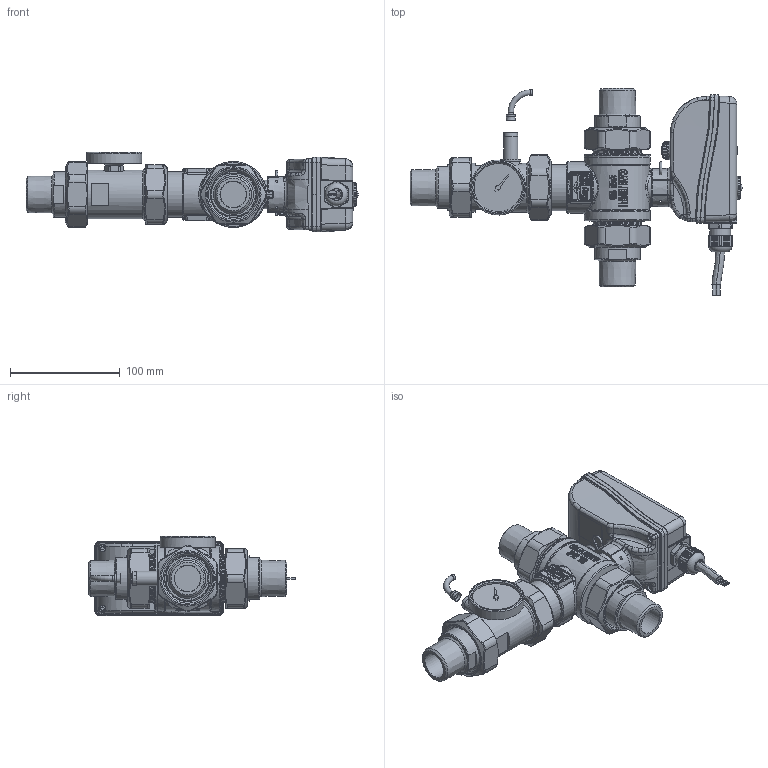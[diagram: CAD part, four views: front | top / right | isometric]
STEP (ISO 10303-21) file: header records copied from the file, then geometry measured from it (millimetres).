
FILE_DESCRIPTION(/* description */ (''),/* implementation_level */ '2;1');
FILE_NAME(/* name */ '600064A.stp',/* time_stamp */ '2025-06-03T08:39:29-05:00',/* author */ ('mschreiner'),/* organization */ (''),/* preprocessor_version */ 'ST-DEVELOPER v20',/* originating_system */ 'Autodesk Inventor 2024',/* authorisation */ '');
FILE_SCHEMA (('AUTOMOTIVE_DESIGN { 1 0 10303 214 3 1 1 }'));
Length unit declared in the file: inch
Products named in the file (5): 600064A; 600101A no tailpieces_Shrinkwrap_2; NA10009 Rev 01; R31589 - 1.5 inch Union Nut; H0002891_empty_inside
Assembly tree (8 placements, depth 2):
  600064A
    600101A no tailpieces_Shrinkwrap_2
    NA10009 Rev 01  x3
    R31589 - 1.5 inch Union Nut  x3
    H0002891_empty_inside
Bounding box: 302.08 x 188.33 x 72.5 mm (x, y, z)
Volume: 713515.1 mm3; surface area: 200836.1 mm2
Topology: 14 solids, 14 shells, 4986 faces, 12661 edges, 7799 vertices
Faces by surface type: bspline 2240, plane 1375, cylinder 695, sphere 258, torus 218, cone 200
Full cylindrical faces by diameter (mm): 1 x6, 1.8 x2, 2 x3, 2.103 x1, 2.5 x8, 2.9 x1, 3.1 x6, 3.2 x1, 3.6 x1, 4 x1, 5 x2, 5.1 x1, 5.45 x1, 5.7 x1, 6 x1, 7 x1, 7.8 x1, 8 x2, 8.1 x1, 9 x1, 10.1 x1, 12 x1, 13 x1, 15.5 x1, 16 x1, 16.05 x1, 17.5 x1, 18 x1, 18.5 x1, 18.7 x1
Entity records: 268687 total; most frequent: CARTESIAN_POINT 159469, ORIENTED_EDGE 24514, DIRECTION 18187, EDGE_CURVE 12257, VERTEX_POINT 7624, AXIS2_PLACEMENT_3D 6876, EDGE_LOOP 5101, FACE_OUTER_BOUND 4861
